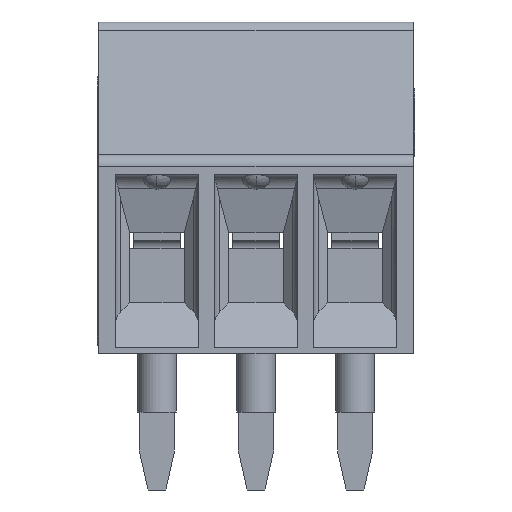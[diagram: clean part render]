
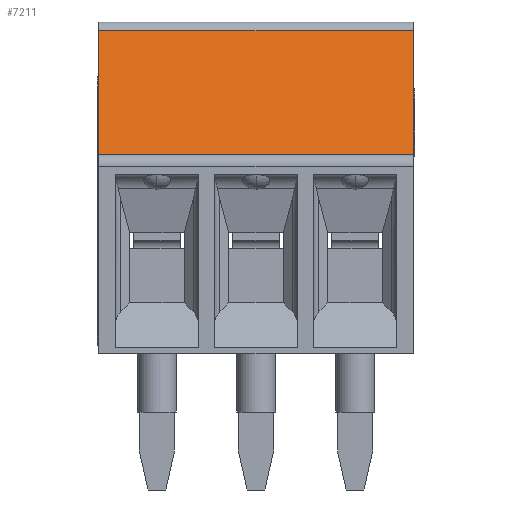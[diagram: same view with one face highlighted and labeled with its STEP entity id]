
A CAD part, front view. The second image highlights one B-rep face of the part: STEP entity #7211.
In plain terms, the highlighted planar face has unit normal (0, -0.966, 0.259).
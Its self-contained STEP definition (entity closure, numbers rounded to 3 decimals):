
#7211=ADVANCED_FACE('',(#16127),#16128,.T.);
#7793=VERTEX_POINT('',#16934);
#7797=VERTEX_POINT('',#16939);
#7799=EDGE_CURVE('',#7797,#7793,#16941,.T.);
#8237=VERTEX_POINT('',#17460);
#8239=EDGE_CURVE('',#7797,#8237,#17462,.T.);
#9101=VERTEX_POINT('',#18325);
#9103=EDGE_CURVE('',#8237,#9101,#18327,.T.);
#11201=EDGE_CURVE('',#9101,#7793,#20425,.T.);
#16127=FACE_OUTER_BOUND('',#26500,.T.);
#16128=PLANE('',#26501);
#16934=CARTESIAN_POINT('',(0.,1.59,8.278));
#16939=CARTESIAN_POINT('',(8.06,1.59,8.278));
#16941=LINE('',#27398,#27399);
#17460=CARTESIAN_POINT('',(8.06,0.739,5.1));
#17462=LINE('',#29683,#29684);
#18325=CARTESIAN_POINT('',(0.,0.739,5.1));
#18327=LINE('',#31486,#31487);
#20425=LINE('',#34842,#34843);
#26500=EDGE_LOOP('',(#43050,#43051,#43052,#43053));
#26501=AXIS2_PLACEMENT_3D('',#43054,#43055,#43056);
#27398=CARTESIAN_POINT('',(4.03,1.59,8.278));
#27399=VECTOR('',#45292,1.0);
#29683=CARTESIAN_POINT('',(8.06,1.59,8.278));
#29684=VECTOR('',#45524,1.0);
#31486=CARTESIAN_POINT('',(8.06,0.739,5.1));
#31487=VECTOR('',#45855,1.0);
#34842=CARTESIAN_POINT('',(0.,0.739,5.1));
#34843=VECTOR('',#46495,1.0);
#43050=ORIENTED_EDGE('',*,*,#9103,.F.);
#43051=ORIENTED_EDGE('',*,*,#8239,.F.);
#43052=ORIENTED_EDGE('',*,*,#7799,.T.);
#43053=ORIENTED_EDGE('',*,*,#11201,.F.);
#43054=CARTESIAN_POINT('',(1.527,0.718,5.021));
#43055=DIRECTION('',(0.0,-0.966,0.259));
#43056=DIRECTION('',(0.0,-0.259,-0.966));
#45292=DIRECTION('',(-1.0,0.0,0.0));
#45524=DIRECTION('',(0.0,-0.259,-0.966));
#45855=DIRECTION('',(-1.0,0.0,0.0));
#46495=DIRECTION('',(0.0,0.259,0.966));
